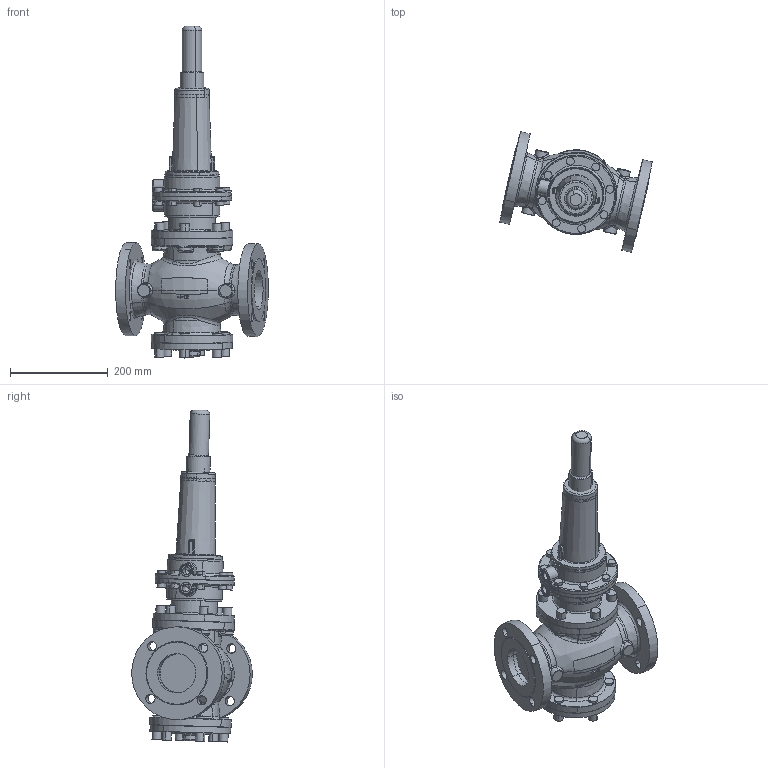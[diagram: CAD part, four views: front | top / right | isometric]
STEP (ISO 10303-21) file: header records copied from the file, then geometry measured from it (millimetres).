
FILE_DESCRIPTION(('CATIA V5 STEP Exchange'),'2;1');
FILE_NAME('R100-R100-U DN080 160 HDS ANSI.stp','2023-05-08T07:00:12+00:00',('none'),('none'),'CATIA Version 5-6 Release 2018 SP2','CATIA V5 STEP AP203','none');
FILE_SCHEMA(('CONFIG_CONTROL_DESIGN'));
Length unit declared in the file: millimetre
Products named in the file (2): Product1; HDS
Assembly tree (5 placements, depth 3):
  Product1
    #57
    HDS
      #30434
      #31365
    #32048
Bounding box: 312.37 x 246.93 x 679.44 mm (x, y, z)
Volume: 8424155.2 mm3; surface area: 546912.4 mm2
Topology: 5 solids, 15 shells, 844 faces, 1961 edges, 1129 vertices
Faces by surface type: cylinder 283, bspline 162, plane 156, torus 141, sphere 51, cone 41, revolution 10
Entity records: 33708 total; most frequent: CARTESIAN_POINT 18050, ORIENTED_EDGE 3758, DIRECTION 1997, EDGE_CURVE 1879, AXIS2_PLACEMENT_3D 1195, VERTEX_POINT 1129, EDGE_LOOP 928, ADVANCED_FACE 844
